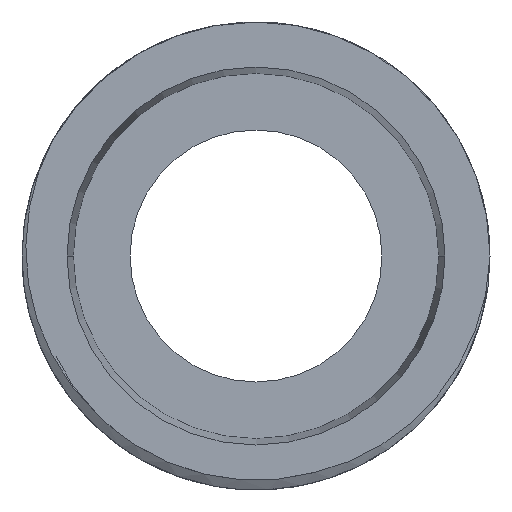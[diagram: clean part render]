
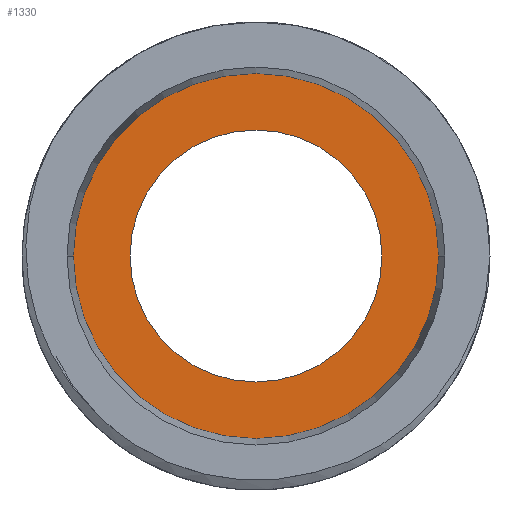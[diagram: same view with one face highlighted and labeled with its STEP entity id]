
A CAD part, left-side view. The second image highlights one B-rep face of the part: STEP entity #1330.
In plain terms, the highlighted planar face has unit normal (-1, 0, 0).
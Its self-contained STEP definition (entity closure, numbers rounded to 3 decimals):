
#15 = ORIENTED_EDGE ( 'NONE', *, *, #555, .T. ) ;
#128 = CIRCLE ( 'NONE', #2137, 10.149 ) ;
#145 = CARTESIAN_POINT ( 'NONE',  ( -13.326, 0., 0. ) ) ;
#261 = DIRECTION ( 'NONE',  ( 1., 0., 0. ) ) ;
#269 = CIRCLE ( 'NONE', #784, 10.149 ) ;
#271 = CARTESIAN_POINT ( 'NONE',  ( -13.326, 0., 0. ) ) ;
#363 = VERTEX_POINT ( 'NONE', #1244 ) ;
#554 = DIRECTION ( 'NONE',  ( -1., 0., 0. ) ) ;
#555 = EDGE_CURVE ( 'NONE', #2207, #2010, #269, .T. ) ;
#596 = EDGE_CURVE ( 'NONE', #2100, #363, #1746, .T. ) ;
#601 = ORIENTED_EDGE ( 'NONE', *, *, #673, .F. ) ;
#614 = AXIS2_PLACEMENT_3D ( 'NONE', #1031, #1439, #1833 ) ;
#673 = EDGE_CURVE ( 'NONE', #363, #2100, #2456, .T. ) ;
#728 = AXIS2_PLACEMENT_3D ( 'NONE', #2018, #261, #2066 ) ;
#784 = AXIS2_PLACEMENT_3D ( 'NONE', #145, #554, #929 ) ;
#929 = DIRECTION ( 'NONE',  ( 0., -1., 0. ) ) ;
#973 = ORIENTED_EDGE ( 'NONE', *, *, #2156, .T. ) ;
#1031 = CARTESIAN_POINT ( 'NONE',  ( -13.326, 0., 0. ) ) ;
#1046 = CARTESIAN_POINT ( 'NONE',  ( -13.326, 10.149, 0. ) ) ;
#1056 = PLANE ( 'NONE',  #728 ) ;
#1225 = CARTESIAN_POINT ( 'NONE',  ( -13.326, -10.149, 0. ) ) ;
#1244 = CARTESIAN_POINT ( 'NONE',  ( -13.326, 7., 0. ) ) ;
#1330 = ADVANCED_FACE ( 'NONE', ( #2226, #2460 ), #1056, .F. ) ;
#1439 = DIRECTION ( 'NONE',  ( -1., 0., 0. ) ) ;
#1654 = AXIS2_PLACEMENT_3D ( 'NONE', #271, #2064, #1869 ) ;
#1661 = DIRECTION ( 'NONE',  ( -1., 0., 0. ) ) ;
#1703 = EDGE_LOOP ( 'NONE', ( #15, #973 ) ) ;
#1746 = CIRCLE ( 'NONE', #1654, 7. ) ;
#1819 = CARTESIAN_POINT ( 'NONE',  ( -13.326, -7., 0. ) ) ;
#1833 = DIRECTION ( 'NONE',  ( 0., -1., 0. ) ) ;
#1869 = DIRECTION ( 'NONE',  ( 0., -1., 0. ) ) ;
#2010 = VERTEX_POINT ( 'NONE', #1046 ) ;
#2018 = CARTESIAN_POINT ( 'NONE',  ( -13.326, 7., 0. ) ) ;
#2064 = DIRECTION ( 'NONE',  ( -1., 0., 0. ) ) ;
#2066 = DIRECTION ( 'NONE',  ( 0., 1., 0. ) ) ;
#2100 = VERTEX_POINT ( 'NONE', #1819 ) ;
#2137 = AXIS2_PLACEMENT_3D ( 'NONE', #2457, #1661, #2420 ) ;
#2156 = EDGE_CURVE ( 'NONE', #2010, #2207, #128, .T. ) ;
#2207 = VERTEX_POINT ( 'NONE', #1225 ) ;
#2226 = FACE_BOUND ( 'NONE', #2551, .T. ) ;
#2244 = ORIENTED_EDGE ( 'NONE', *, *, #596, .F. ) ;
#2420 = DIRECTION ( 'NONE',  ( 0., -1., 0. ) ) ;
#2456 = CIRCLE ( 'NONE', #614, 7. ) ;
#2457 = CARTESIAN_POINT ( 'NONE',  ( -13.326, 0., 0. ) ) ;
#2460 = FACE_OUTER_BOUND ( 'NONE', #1703, .T. ) ;
#2551 = EDGE_LOOP ( 'NONE', ( #2244, #601 ) ) ;
